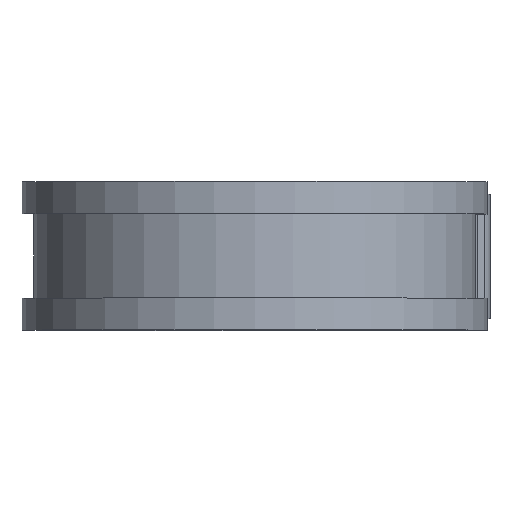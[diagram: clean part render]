
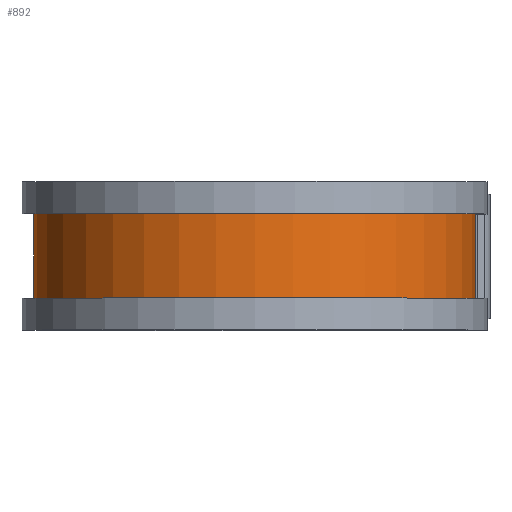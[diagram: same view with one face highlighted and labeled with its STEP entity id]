
A CAD part, top view. The second image highlights one B-rep face of the part: STEP entity #892.
In plain terms, the highlighted cylindrical face has radius 28.143 mm (diameter 56.286 mm), a partial arc.
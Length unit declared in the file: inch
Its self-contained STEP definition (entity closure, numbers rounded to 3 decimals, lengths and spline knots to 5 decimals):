
#60 = VECTOR ( 'NONE', #1034, 39.37008 ) ;
#322 = CARTESIAN_POINT ( 'NONE',  ( 0., 0.3125, 0. ) ) ;
#324 = ORIENTED_EDGE ( 'NONE', *, *, #803, .F. ) ;
#329 = DIRECTION ( 'NONE',  ( 0., -1., 0. ) ) ;
#342 = DIRECTION ( 'NONE',  ( 0., 0., -1. ) ) ;
#494 = CARTESIAN_POINT ( 'NONE',  ( 0., 0.3125, -1.108 ) ) ;
#510 = EDGE_CURVE ( 'NONE', #1017, #1313, #1229, .T. ) ;
#575 = ORIENTED_EDGE ( 'NONE', *, *, #1296, .T. ) ;
#652 = CARTESIAN_POINT ( 'NONE',  ( 0., -0.2125, 0. ) ) ;
#686 = DIRECTION ( 'NONE',  ( 0., -1., 0. ) ) ;
#716 = AXIS2_PLACEMENT_3D ( 'NONE', #861, #853, #845 ) ;
#720 = DIRECTION ( 'NONE',  ( 0., 0., -1. ) ) ;
#736 = VERTEX_POINT ( 'NONE', #1625 ) ;
#803 = EDGE_CURVE ( 'NONE', #1017, #736, #1612, .T. ) ;
#811 = ORIENTED_EDGE ( 'NONE', *, *, #510, .T. ) ;
#845 = DIRECTION ( 'NONE',  ( 0., 0., -1. ) ) ;
#853 = DIRECTION ( 'NONE',  ( 0., -1., 0. ) ) ;
#861 = CARTESIAN_POINT ( 'NONE',  ( 0., 0.2125, 0. ) ) ;
#892 = ADVANCED_FACE ( 'NONE', ( #1749 ), #1067, .T. ) ;
#930 = CARTESIAN_POINT ( 'NONE',  ( 0., -0.2125, -1.108 ) ) ;
#1017 = VERTEX_POINT ( 'NONE', #1705 ) ;
#1034 = DIRECTION ( 'NONE',  ( 0., -1., 0. ) ) ;
#1042 = CIRCLE ( 'NONE', #1099, 1.108 ) ;
#1067 = CYLINDRICAL_SURFACE ( 'NONE', #1562, 1.108 ) ;
#1098 = EDGE_CURVE ( 'NONE', #736, #1375, #1042, .T. ) ;
#1099 = AXIS2_PLACEMENT_3D ( 'NONE', #652, #686, #720 ) ;
#1119 = ORIENTED_EDGE ( 'NONE', *, *, #1098, .F. ) ;
#1126 = LINE ( 'NONE', #494, #60 ) ;
#1229 = CIRCLE ( 'NONE', #716, 1.108 ) ;
#1292 = DIRECTION ( 'NONE',  ( 0., -1., 0. ) ) ;
#1296 = EDGE_CURVE ( 'NONE', #1313, #1375, #1126, .T. ) ;
#1313 = VERTEX_POINT ( 'NONE', #1431 ) ;
#1375 = VERTEX_POINT ( 'NONE', #930 ) ;
#1431 = CARTESIAN_POINT ( 'NONE',  ( 0., 0.2125, -1.108 ) ) ;
#1444 = CARTESIAN_POINT ( 'NONE',  ( 1.108, 0.3125, 0. ) ) ;
#1562 = AXIS2_PLACEMENT_3D ( 'NONE', #322, #329, #342 ) ;
#1573 = VECTOR ( 'NONE', #1292, 39.37008 ) ;
#1612 = LINE ( 'NONE', #1444, #1573 ) ;
#1625 = CARTESIAN_POINT ( 'NONE',  ( 1.108, -0.2125, 0. ) ) ;
#1686 = EDGE_LOOP ( 'NONE', ( #324, #811, #575, #1119 ) ) ;
#1705 = CARTESIAN_POINT ( 'NONE',  ( 1.108, 0.2125, 0. ) ) ;
#1749 = FACE_OUTER_BOUND ( 'NONE', #1686, .T. ) ;
